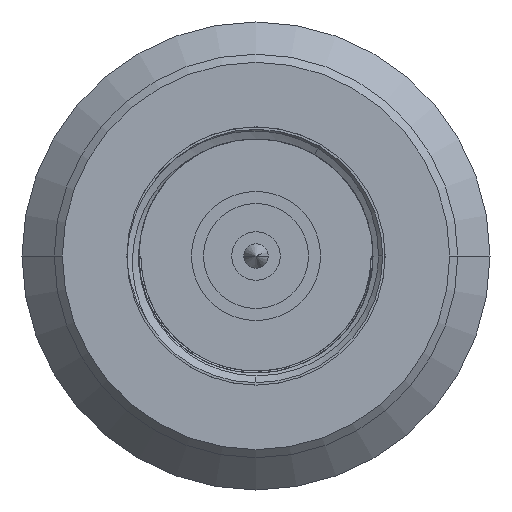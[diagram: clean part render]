
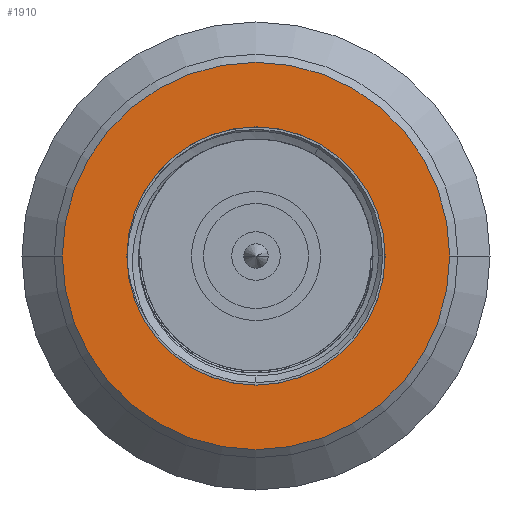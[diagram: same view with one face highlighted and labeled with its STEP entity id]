
A CAD part, front view. The second image highlights one B-rep face of the part: STEP entity #1910.
In plain terms, the highlighted planar face has unit normal (0, -1, 0).
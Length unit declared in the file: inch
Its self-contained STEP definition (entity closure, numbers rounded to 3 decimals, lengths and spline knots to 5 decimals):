
#126 = VERTEX_POINT ( 'NONE', #2243 ) ;
#343 = VERTEX_POINT ( 'NONE', #3837 ) ;
#553 = AXIS2_PLACEMENT_3D ( 'NONE', #4088, #1971, #3464 ) ;
#618 = ORIENTED_EDGE ( 'NONE', *, *, #3929, .F. ) ;
#747 = DIRECTION ( 'NONE',  ( -1., 0., 0. ) ) ;
#751 = CARTESIAN_POINT ( 'NONE',  ( 0., 0., 0. ) ) ;
#825 = EDGE_CURVE ( 'NONE', #3761, #961, #3692, .T. ) ;
#961 = VERTEX_POINT ( 'NONE', #1990 ) ;
#1120 = PLANE ( 'NONE',  #1865 ) ;
#1288 = EDGE_CURVE ( 'NONE', #126, #343, #4291, .T. ) ;
#1865 = AXIS2_PLACEMENT_3D ( 'NONE', #1904, #3377, #3310 ) ;
#1870 = ORIENTED_EDGE ( 'NONE', *, *, #2769, .T. ) ;
#1872 = DIRECTION ( 'NONE',  ( 0., 1., 0. ) ) ;
#1874 = ORIENTED_EDGE ( 'NONE', *, *, #825, .F. ) ;
#1904 = CARTESIAN_POINT ( 'NONE',  ( 0., 0., 0. ) ) ;
#1910 = ADVANCED_FACE ( 'NONE', ( #3531, #4100 ), #1120, .F. ) ;
#1971 = DIRECTION ( 'NONE',  ( 0., -1., 0. ) ) ;
#1990 = CARTESIAN_POINT ( 'NONE',  ( 0.47244, 0., 0. ) ) ;
#2043 = AXIS2_PLACEMENT_3D ( 'NONE', #751, #2614, #4363 ) ;
#2199 = CARTESIAN_POINT ( 'NONE',  ( 0., 0., 0. ) ) ;
#2241 = AXIS2_PLACEMENT_3D ( 'NONE', #2199, #3662, #747 ) ;
#2243 = CARTESIAN_POINT ( 'NONE',  ( -0.31496, 0., 0. ) ) ;
#2614 = DIRECTION ( 'NONE',  ( 0., -1., 0. ) ) ;
#2769 = EDGE_CURVE ( 'NONE', #3761, #961, #4466, .T. ) ;
#2955 = CARTESIAN_POINT ( 'NONE',  ( 0., 0., 0. ) ) ;
#3053 = ORIENTED_EDGE ( 'NONE', *, *, #1288, .T. ) ;
#3297 = DIRECTION ( 'NONE',  ( -1., 0., 0. ) ) ;
#3310 = DIRECTION ( 'NONE',  ( 1., 0., 0. ) ) ;
#3377 = DIRECTION ( 'NONE',  ( 0., 1., 0. ) ) ;
#3397 = AXIS2_PLACEMENT_3D ( 'NONE', #2955, #1872, #3297 ) ;
#3464 = DIRECTION ( 'NONE',  ( -1., 0., 0. ) ) ;
#3483 = EDGE_LOOP ( 'NONE', ( #1874, #1870 ) ) ;
#3531 = FACE_OUTER_BOUND ( 'NONE', #3483, .T. ) ;
#3662 = DIRECTION ( 'NONE',  ( 0., 1., 0. ) ) ;
#3692 = CIRCLE ( 'NONE', #3397, 0.47244 ) ;
#3761 = VERTEX_POINT ( 'NONE', #4596 ) ;
#3837 = CARTESIAN_POINT ( 'NONE',  ( 0.31496, 0., 0. ) ) ;
#3929 = EDGE_CURVE ( 'NONE', #126, #343, #4620, .T. ) ;
#4088 = CARTESIAN_POINT ( 'NONE',  ( 0., 0., 0. ) ) ;
#4100 = FACE_BOUND ( 'NONE', #4230, .T. ) ;
#4230 = EDGE_LOOP ( 'NONE', ( #618, #3053 ) ) ;
#4291 = CIRCLE ( 'NONE', #2241, 0.31496 ) ;
#4363 = DIRECTION ( 'NONE',  ( -1., 0., 0. ) ) ;
#4466 = CIRCLE ( 'NONE', #2043, 0.47244 ) ;
#4596 = CARTESIAN_POINT ( 'NONE',  ( -0.47244, 0., 0. ) ) ;
#4620 = CIRCLE ( 'NONE', #553, 0.31496 ) ;
